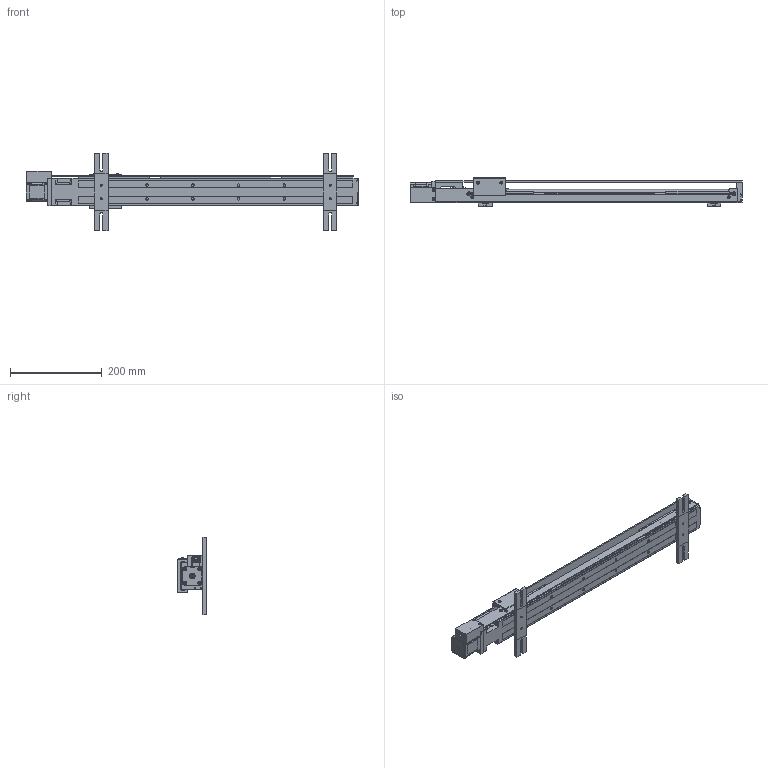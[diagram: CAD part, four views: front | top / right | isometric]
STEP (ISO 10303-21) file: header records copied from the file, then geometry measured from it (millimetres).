
FILE_DESCRIPTION(/* description */ ('','CAx-IF Rec.Pracs.---Representation and Presentation of Product Manufacturing Information (PMI)---4.0---2014-10-13'),/* implementation_level */ '2;1');
FILE_NAME(/* name */ 'TS500.stp',/* time_stamp */ '2024-11-21T13:02:03+03:00',/* author */ ('Бодров'),/* organization */ ('Авеста'),/* preprocessor_version */ 'ST-DEVELOPER v18',/* originating_system */ 'Autodesk Inventor 2020',/* authorisation */ '');
FILE_SCHEMA (('AP242_MANAGED_MODEL_BASED_3D_ENGINEERING_MIM_LF { 1 0 10303 442 1 1 4 }'));
Products named in the file (3): TS500; TS500_base; TS500_carr
Assembly tree (2 placements, depth 2):
  TS500
    TS500_base
    TS500_carr
Bounding box: 725.5 x 63 x 170 mm (x, y, z)
Volume: 1042515.5 mm3; surface area: 429164.3 mm2
Topology: 44 solids, 44 shells, 3313 faces, 9108 edges, 5971 vertices
Faces by surface type: plane 2317, cylinder 763, cone 149, torus 69, bspline 15
Full cylindrical faces by diameter (mm): 0.559 x4, 0.89 x8, 0.96 x4, 1.2 x2, 1.221 x2, 1.567 x2, 1.6 x2, 1.615 x4, 2 x3, 2.11 x12, 2.2 x2, 2.4 x2, 2.459 x16, 2.46 x2, 2.5 x4, 3 x14, 3.242 x7, 3.25 x2, 3.4 x22, 3.526 x4, 3.8 x1, 4 x4, 4.134 x4, 4.2 x4, 4.917 x16, 5 x2, 5.5 x32, 5.7 x2, 6 x15, 6.5 x12
Entity records: 110295 total; most frequent: CARTESIAN_POINT 20329, ORIENTED_EDGE 18114, DIRECTION 17797, EDGE_CURVE 9057, LINE 6489, VECTOR 6489, VERTEX_POINT 5971, AXIS2_PLACEMENT_3D 5654
